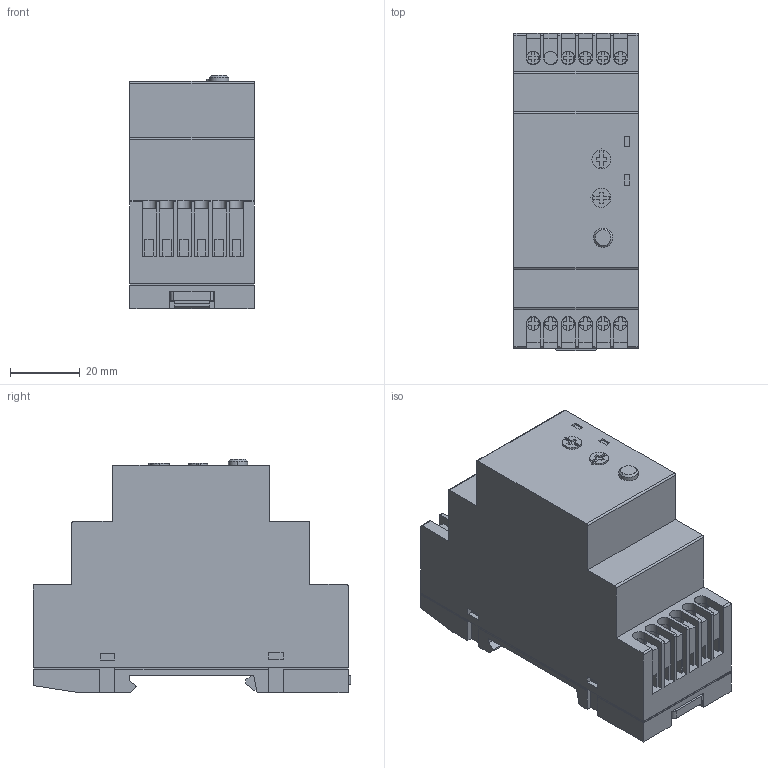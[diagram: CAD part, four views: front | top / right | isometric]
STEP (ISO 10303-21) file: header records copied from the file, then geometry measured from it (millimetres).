
FILE_DESCRIPTION (( 'STEP AP203' ), '1' );
FILE_NAME ('RL-SÀ-2.ÃÌ Ðåëå êîíòðîëÿ óðîâíÿ äëÿ äâóõ åìêîñòåé RL-SA-2 EKF PROxima.STEP', '2024-08-08T05:35:37', ( '' ), ( '' ), 'SwSTEP 2.0', 'SolidWorks 2021', '' );
FILE_SCHEMA (( 'CONFIG_CONTROL_DESIGN' ));
Length unit declared in the file: millimetre
Products named in the file (1): RL-SÀ-2.ÃÌ Ðåëå êîíòðîëÿ óðîâíÿ äëÿ äâóõ åìêîñòåé RL-SA-2 EKF PROxima
Bounding box: 35.5 x 90.7 x 66.7 mm (x, y, z)
Volume: 157462.3 mm3; surface area: 23366 mm2
Topology: 1 solids, 1 shells, 481 faces, 1355 edges, 902 vertices
Faces by surface type: plane 410, cylinder 69, cone 2
Entity records: 15460 total; most frequent: CARTESIAN_POINT 2739, ORIENTED_EDGE 2710, DIRECTION 2505, EDGE_CURVE 1355, VECTOR 1169, LINE 1169, VERTEX_POINT 902, AXIS2_PLACEMENT_3D 668
